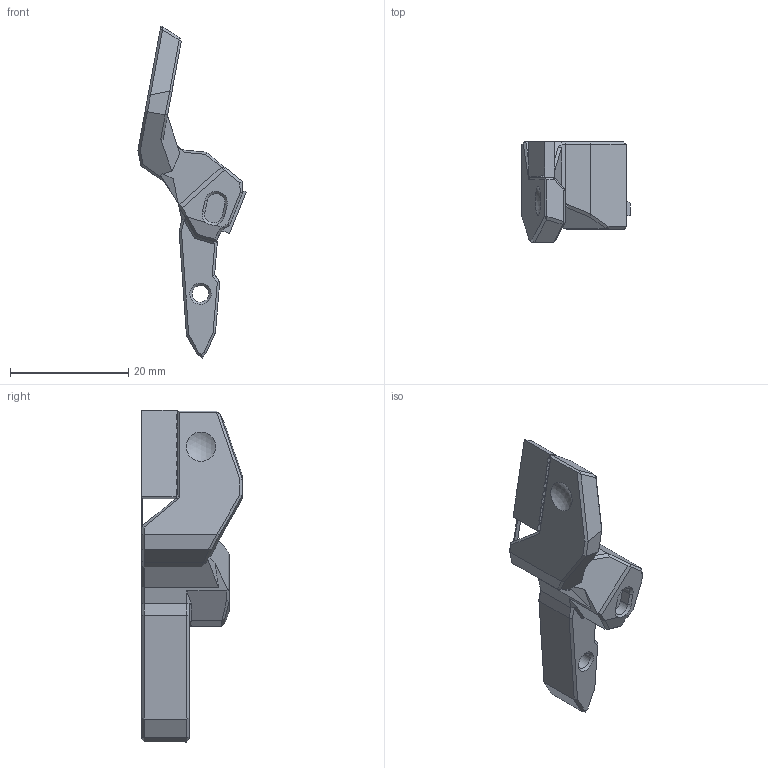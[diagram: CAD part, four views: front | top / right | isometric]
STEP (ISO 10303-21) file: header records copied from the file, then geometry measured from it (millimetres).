
FILE_DESCRIPTION(/* description */ (''),/* implementation_level */ '2;1');
FILE_NAME(/* name */ 'Cutter Arm v1.step',/* time_stamp */ '2025-10-13T10:44:11+03:00',/* author */ (''),/* organization */ (''),/* preprocessor_version */ 'ST-DEVELOPER v20.1',/* originating_system */ 'Autodesk Translation Framework v14.17.0.0',/* authorisation */ '');
FILE_SCHEMA (('AUTOMOTIVE_DESIGN { 1 0 10303 214 3 1 1 }'));
Length unit declared in the file: millimetre
Products named in the file (3): Cutter Arm; Support (1); Arm
Assembly tree (2 placements, depth 2):
  Cutter Arm
    Support (1)
    Arm
Bounding box: 18.28 x 16.99 x 56.04 mm (x, y, z)
Volume: 3694.2 mm3; surface area: 2941.1 mm2
Topology: 3 solids, 3 shells, 226 faces, 595 edges, 370 vertices
Faces by surface type: plane 196, cylinder 14, cone 9, bspline 6, sphere 1
Full cylindrical faces by diameter (mm): 2.8 x1
Entity records: 7064 total; most frequent: CARTESIAN_POINT 1438, ORIENTED_EDGE 1186, DIRECTION 1074, EDGE_CURVE 593, LINE 530, VECTOR 530, VERTEX_POINT 370, AXIS2_PLACEMENT_3D 272
